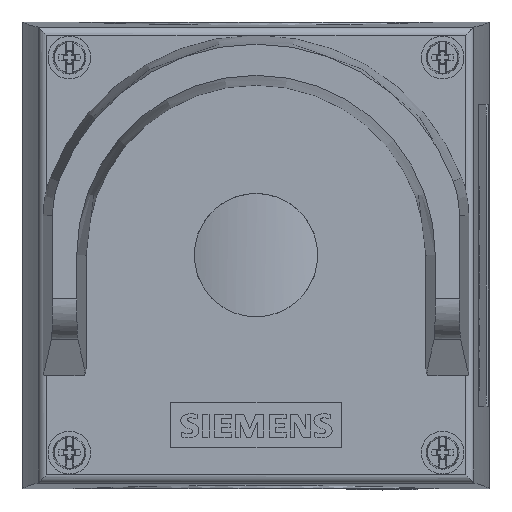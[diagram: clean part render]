
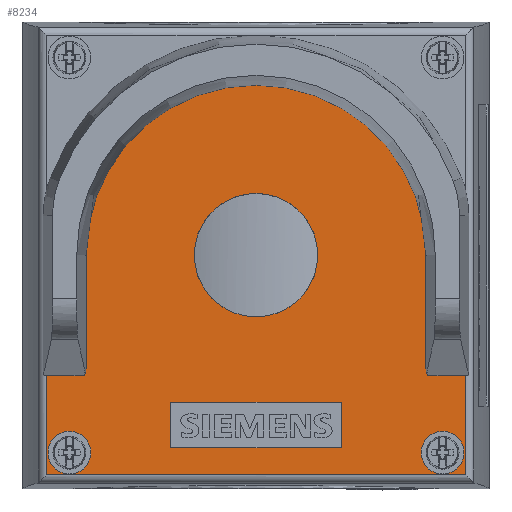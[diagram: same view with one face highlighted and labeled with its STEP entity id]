
A CAD part, top view. The second image highlights one B-rep face of the part: STEP entity #8234.
In plain terms, the highlighted planar face has unit normal (0, 0, 1).
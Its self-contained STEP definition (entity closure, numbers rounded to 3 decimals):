
#8234=ADVANCED_FACE('',(#21524,#21525,#21526,#21527,#21528),#21529,.T.);
#8252=VERTEX_POINT('',#21555);
#8260=VERTEX_POINT('',#21563);
#8264=EDGE_CURVE('',#8252,#8260,#21567,.T.);
#8268=VERTEX_POINT('',#21571);
#8276=VERTEX_POINT('',#21579);
#8280=EDGE_CURVE('',#8268,#8276,#21583,.T.);
#8300=VERTEX_POINT('',#21603);
#8308=VERTEX_POINT('',#21611);
#8312=EDGE_CURVE('',#8300,#8308,#21615,.T.);
#8458=VERTEX_POINT('',#21761);
#8464=VERTEX_POINT('',#21767);
#8466=EDGE_CURVE('',#8464,#8458,#21769,.T.);
#16984=VERTEX_POINT('',#30287);
#16988=VERTEX_POINT('',#30291);
#16990=EDGE_CURVE('',#16988,#16984,#30293,.T.);
#16994=VERTEX_POINT('',#30297);
#16996=EDGE_CURVE('',#16994,#16988,#30299,.T.);
#17000=VERTEX_POINT('',#30303);
#17002=EDGE_CURVE('',#17000,#16994,#30305,.T.);
#17006=EDGE_CURVE('',#16984,#17000,#30309,.T.);
#17048=VERTEX_POINT('',#30351);
#17050=VERTEX_POINT('',#30353);
#17052=EDGE_CURVE('',#17048,#17050,#30355,.T.);
#17064=VERTEX_POINT('',#30367);
#17066=EDGE_CURVE('',#17064,#17048,#30369,.T.);
#17084=EDGE_CURVE('',#8458,#17064,#30387,.T.);
#17086=VERTEX_POINT('',#30389);
#17088=EDGE_CURVE('',#17086,#8464,#30391,.T.);
#17128=VERTEX_POINT('',#30431);
#17130=VERTEX_POINT('',#30433);
#17132=EDGE_CURVE('',#17128,#17130,#30435,.T.);
#17182=VERTEX_POINT('',#30485);
#17184=EDGE_CURVE('',#17050,#17182,#30487,.T.);
#17188=EDGE_CURVE('',#17182,#17128,#30491,.T.);
#17216=VERTEX_POINT('',#30519);
#17220=EDGE_CURVE('',#17130,#17216,#30523,.T.);
#18154=EDGE_CURVE('',#8308,#8300,#31457,.T.);
#18160=EDGE_CURVE('',#8276,#8268,#31463,.T.);
#18164=EDGE_CURVE('',#8260,#8252,#31467,.T.);
#18176=VERTEX_POINT('',#31479);
#18180=EDGE_CURVE('',#18176,#17216,#31483,.T.);
#18184=EDGE_CURVE('',#17086,#18176,#31487,.T.);
#21524=FACE_OUTER_BOUND('',#36202,.T.);
#21525=FACE_BOUND('',#36203,.T.);
#21526=FACE_BOUND('',#36204,.T.);
#21527=FACE_BOUND('',#36205,.T.);
#21528=FACE_BOUND('',#36206,.T.);
#21529=PLANE('',#36207);
#21555=CARTESIAN_POINT('',(53.768,42.7,64.0));
#21563=CARTESIAN_POINT('',(31.268,42.7,64.0));
#21567=CIRCLE('',#36284,11.25);
#21571=CARTESIAN_POINT('',(12.418,6.7,64.0));
#21579=CARTESIAN_POINT('',(4.618,6.7,64.0));
#21583=CIRCLE('',#36306,3.9);
#21603=CARTESIAN_POINT('',(80.418,6.7,64.0));
#21611=CARTESIAN_POINT('',(72.618,6.7,64.0));
#21615=CIRCLE('',#36350,3.9);
#21761=CARTESIAN_POINT('',(73.488,22.003,64.0));
#21767=CARTESIAN_POINT('',(73.829,20.7,64.0));
#21769=CIRCLE('',#36553,2.601);
#30287=CARTESIAN_POINT('',(58.068,7.55,64.0));
#30291=CARTESIAN_POINT('',(58.068,15.85,64.0));
#30293=LINE('',#51318,#51319);
#30297=CARTESIAN_POINT('',(26.968,15.85,64.0));
#30299=LINE('',#51328,#51329);
#30303=CARTESIAN_POINT('',(26.968,7.55,64.0));
#30305=LINE('',#51338,#51339);
#30309=LINE('',#51346,#51347);
#30351=CARTESIAN_POINT('',(73.488,42.7,64.0));
#30353=CARTESIAN_POINT('',(11.548,42.7,64.0));
#30355=CIRCLE('',#51416,30.97);
#30367=CARTESIAN_POINT('',(73.488,22.003,64.0));
#30369=LINE('',#51436,#51437);
#30387=CIRCLE('',#51464,2.601);
#30389=CARTESIAN_POINT('',(80.694,20.7,64.0));
#30391=LINE('',#51469,#51470);
#30431=CARTESIAN_POINT('',(11.206,20.7,64.0));
#30433=CARTESIAN_POINT('',(4.341,20.7,64.0));
#30435=LINE('',#51541,#51542);
#30485=CARTESIAN_POINT('',(11.548,22.003,64.0));
#30487=LINE('',#51619,#51620);
#30491=CIRCLE('',#51627,2.601);
#30519=CARTESIAN_POINT('',(4.341,2.656,64.0));
#30523=LINE('',#51685,#51686);
#31457=CIRCLE('',#53155,3.9);
#31463=CIRCLE('',#53164,3.9);
#31467=CIRCLE('',#53170,11.25);
#31479=CARTESIAN_POINT('',(80.694,2.656,64.0));
#31483=LINE('',#53195,#53196);
#31487=LINE('',#53203,#53204);
#36202=EDGE_LOOP('',(#63318,#63319,#63320,#63321,#63322,#63323,#63324,#63325,#63326,#63327,#63328));
#36203=EDGE_LOOP('',(#63329,#63330,#63331,#63332));
#36204=EDGE_LOOP('',(#63333,#63334));
#36205=EDGE_LOOP('',(#63335,#63336));
#36206=EDGE_LOOP('',(#63337,#63338));
#36207=AXIS2_PLACEMENT_3D('',#63339,#63340,#63341);
#36284=AXIS2_PLACEMENT_3D('',#63406,#63407,#63408);
#36306=AXIS2_PLACEMENT_3D('',#63414,#63415,#63416);
#36350=AXIS2_PLACEMENT_3D('',#63430,#63431,#63432);
#36553=AXIS2_PLACEMENT_3D('',#63522,#63523,#63524);
#51318=CARTESIAN_POINT('',(58.068,46.375,64.0));
#51319=VECTOR('',#66667,1.0);
#51328=CARTESIAN_POINT('',(31.205,15.85,64.0));
#51329=VECTOR('',#66669,1.0);
#51338=CARTESIAN_POINT('',(26.968,50.525,64.0));
#51339=VECTOR('',#66671,1.0);
#51346=CARTESIAN_POINT('',(15.655,7.55,64.0));
#51347=VECTOR('',#66673,1.0);
#51416=AXIS2_PLACEMENT_3D('',#66690,#66691,#66692);
#51436=CARTESIAN_POINT('',(73.488,53.602,64.0));
#51437=VECTOR('',#66698,1.0);
#51464=AXIS2_PLACEMENT_3D('',#66708,#66709,#66710);
#51469=CARTESIAN_POINT('',(-1.57,20.7,64.0));
#51470=VECTOR('',#66711,1.0);
#51541=CARTESIAN_POINT('',(-1.57,20.7,64.0));
#51542=VECTOR('',#66730,1.0);
#51619=CARTESIAN_POINT('',(11.548,63.95,64.0));
#51620=VECTOR('',#66758,1.0);
#51627=AXIS2_PLACEMENT_3D('',#66760,#66761,#66762);
#51685=CARTESIAN_POINT('',(4.341,85.2,64.0));
#51686=VECTOR('',#66780,1.0);
#53155=AXIS2_PLACEMENT_3D('',#67188,#67189,#67190);
#53164=AXIS2_PLACEMENT_3D('',#67197,#67198,#67199);
#53170=AXIS2_PLACEMENT_3D('',#67203,#67204,#67205);
#53195=CARTESIAN_POINT('',(42.518,2.656,64.0));
#53196=VECTOR('',#67213,1.0);
#53203=CARTESIAN_POINT('',(80.694,85.2,64.0));
#53204=VECTOR('',#67215,1.0);
#63318=ORIENTED_EDGE('',*,*,#17132,.T.);
#63319=ORIENTED_EDGE('',*,*,#17220,.T.);
#63320=ORIENTED_EDGE('',*,*,#18180,.F.);
#63321=ORIENTED_EDGE('',*,*,#18184,.F.);
#63322=ORIENTED_EDGE('',*,*,#17088,.T.);
#63323=ORIENTED_EDGE('',*,*,#8466,.T.);
#63324=ORIENTED_EDGE('',*,*,#17084,.T.);
#63325=ORIENTED_EDGE('',*,*,#17066,.T.);
#63326=ORIENTED_EDGE('',*,*,#17052,.T.);
#63327=ORIENTED_EDGE('',*,*,#17184,.T.);
#63328=ORIENTED_EDGE('',*,*,#17188,.T.);
#63329=ORIENTED_EDGE('',*,*,#16990,.T.);
#63330=ORIENTED_EDGE('',*,*,#17006,.T.);
#63331=ORIENTED_EDGE('',*,*,#17002,.T.);
#63332=ORIENTED_EDGE('',*,*,#16996,.T.);
#63333=ORIENTED_EDGE('',*,*,#8312,.T.);
#63334=ORIENTED_EDGE('',*,*,#18154,.T.);
#63335=ORIENTED_EDGE('',*,*,#8280,.T.);
#63336=ORIENTED_EDGE('',*,*,#18160,.T.);
#63337=ORIENTED_EDGE('',*,*,#8264,.T.);
#63338=ORIENTED_EDGE('',*,*,#18164,.T.);
#63339=CARTESIAN_POINT('',(4.341,85.2,64.0));
#63340=DIRECTION('',(0.0,0.0,1.0));
#63341=DIRECTION('',(0.0,-1.0,0.0));
#63406=CARTESIAN_POINT('',(42.518,42.7,64.0));
#63407=DIRECTION('',(0.0,0.0,-1.0));
#63408=DIRECTION('',(1.0,0.0,0.0));
#63414=CARTESIAN_POINT('',(8.518,6.7,64.0));
#63415=DIRECTION('',(0.0,0.0,-1.0));
#63416=DIRECTION('',(1.0,0.0,0.0));
#63430=CARTESIAN_POINT('',(76.518,6.7,64.0));
#63431=DIRECTION('',(0.0,0.0,-1.0));
#63432=DIRECTION('',(1.0,0.0,0.0));
#63522=CARTESIAN_POINT('',(76.089,21.988,64.0));
#63523=DIRECTION('',(0.0,0.0,-1.0));
#63524=DIRECTION('',(-1.,0.006,0.0));
#66667=DIRECTION('',(0.0,-1.0,0.0));
#66669=DIRECTION('',(1.0,0.0,0.0));
#66671=DIRECTION('',(0.0,1.0,0.0));
#66673=DIRECTION('',(-1.0,-0.0,0.0));
#66690=CARTESIAN_POINT('',(42.518,42.7,64.0));
#66691=DIRECTION('',(0.0,0.0,1.0));
#66692=DIRECTION('',(1.0,0.,0.0));
#66698=DIRECTION('',(0.0,1.0,0.0));
#66708=CARTESIAN_POINT('',(76.089,21.988,64.0));
#66709=DIRECTION('',(0.0,0.0,-1.0));
#66710=DIRECTION('',(-1.,0.006,0.0));
#66711=DIRECTION('',(-1.0,0.0,0.0));
#66730=DIRECTION('',(-1.0,0.0,0.0));
#66758=DIRECTION('',(0.0,-1.0,0.0));
#66760=CARTESIAN_POINT('',(8.947,21.988,64.0));
#66761=DIRECTION('',(0.0,0.0,-1.0));
#66762=DIRECTION('',(0.005,-1.,0.0));
#66780=DIRECTION('',(0.0,-1.0,0.0));
#67188=CARTESIAN_POINT('',(76.518,6.7,64.0));
#67189=DIRECTION('',(0.0,0.0,-1.0));
#67190=DIRECTION('',(1.0,0.0,0.0));
#67197=CARTESIAN_POINT('',(8.518,6.7,64.0));
#67198=DIRECTION('',(0.0,0.0,-1.0));
#67199=DIRECTION('',(1.0,0.0,0.0));
#67203=CARTESIAN_POINT('',(42.518,42.7,64.0));
#67204=DIRECTION('',(0.0,0.0,-1.0));
#67205=DIRECTION('',(1.0,0.0,0.0));
#67213=DIRECTION('',(-1.0,0.0,0.0));
#67215=DIRECTION('',(0.0,-1.0,0.0));
